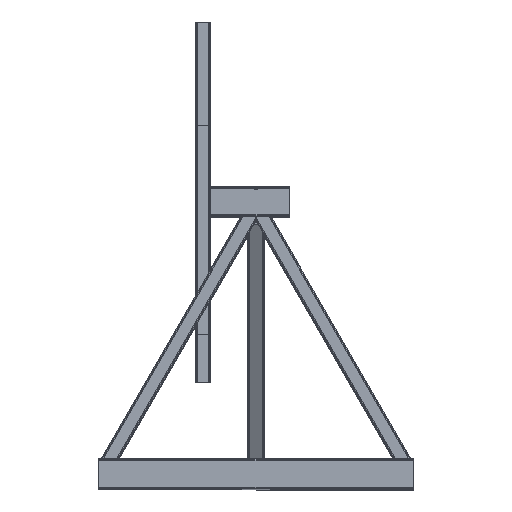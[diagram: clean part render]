
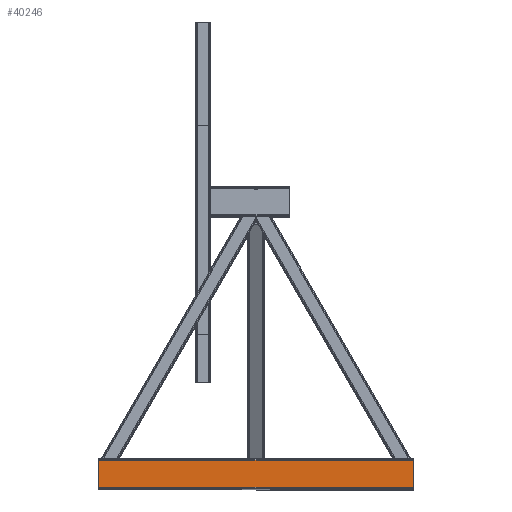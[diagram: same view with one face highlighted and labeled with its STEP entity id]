
A CAD part, top view. The second image highlights one B-rep face of the part: STEP entity #40246.
In plain terms, the highlighted face is planar.
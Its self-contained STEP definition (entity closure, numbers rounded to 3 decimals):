
#1108 = LINE ( 'NONE', #29087, #1112 ) ;
#1112 = VECTOR ( 'NONE', #29086, 39.37 ) ;
#1123 = LINE ( 'NONE', #29113, #1127 ) ;
#1127 = VECTOR ( 'NONE', #29111, 39.37 ) ;
#3614 = CARTESIAN_POINT ( 'NONE',  ( -41.4, 2.956, -4.875 ) ) ;
#3634 = CARTESIAN_POINT ( 'NONE',  ( -41.4, -0.544, -4.875 ) ) ;
#6580 = FACE_OUTER_BOUND ( 'NONE', #9772, .T. ) ;
#9242 = LINE ( 'NONE', #26129, #9245 ) ;
#9245 = VECTOR ( 'NONE', #26132, 39.37 ) ;
#9259 = LINE ( 'NONE', #26169, #9261 ) ;
#9261 = VECTOR ( 'NONE', #26171, 39.37 ) ;
#9772 = EDGE_LOOP ( 'NONE', ( #17579, #17580, #17581, #17582 ) ) ;
#14183 = CARTESIAN_POINT ( 'NONE',  ( -41.4, -0.544, 36.625 ) ) ;
#14184 = CARTESIAN_POINT ( 'NONE',  ( -41.4, 2.956, 36.625 ) ) ;
#17579 = ORIENTED_EDGE ( 'NONE', *, *, #34399, .T. ) ;
#17580 = ORIENTED_EDGE ( 'NONE', *, *, #39713, .F. ) ;
#17581 = ORIENTED_EDGE ( 'NONE', *, *, #34409, .F. ) ;
#17582 = ORIENTED_EDGE ( 'NONE', *, *, #39697, .T. ) ;
#23824 = CARTESIAN_POINT ( 'NONE',  ( -41.4, -0.544, 36.625 ) ) ;
#23826 = PLANE ( 'NONE',  #25736 ) ;
#23828 = DIRECTION ( 'NONE',  ( 1., 0., 0. ) ) ;
#23829 = DIRECTION ( 'NONE',  ( 0., 0., -1. ) ) ;
#25736 = AXIS2_PLACEMENT_3D ( 'NONE', #23824, #23828, #23829 ) ;
#26129 = CARTESIAN_POINT ( 'NONE',  ( -41.4, 2.956, 36.625 ) ) ;
#26132 = DIRECTION ( 'NONE',  ( 0., 0., -1. ) ) ;
#26169 = CARTESIAN_POINT ( 'NONE',  ( -41.4, -0.544, 36.625 ) ) ;
#26171 = DIRECTION ( 'NONE',  ( 0., 0., -1. ) ) ;
#29086 = DIRECTION ( 'NONE',  ( 0., -1., 0. ) ) ;
#29087 = CARTESIAN_POINT ( 'NONE',  ( -41.4, -0.544, -4.875 ) ) ;
#29111 = DIRECTION ( 'NONE',  ( 0., -1., 0. ) ) ;
#29113 = CARTESIAN_POINT ( 'NONE',  ( -41.4, -0.544, 36.625 ) ) ;
#34399 = EDGE_CURVE ( 'NONE', #42834, #42854, #1108, .T. ) ;
#34409 = EDGE_CURVE ( 'NONE', #35395, #35393, #1123, .T. ) ;
#35393 = VERTEX_POINT ( 'NONE', #14183 ) ;
#35395 = VERTEX_POINT ( 'NONE', #14184 ) ;
#39697 = EDGE_CURVE ( 'NONE', #35395, #42834, #9242, .T. ) ;
#39713 = EDGE_CURVE ( 'NONE', #35393, #42854, #9259, .T. ) ;
#40246 = ADVANCED_FACE ( 'NONE', ( #6580 ), #23826, .F. ) ;
#42834 = VERTEX_POINT ( 'NONE', #3614 ) ;
#42854 = VERTEX_POINT ( 'NONE', #3634 ) ;
